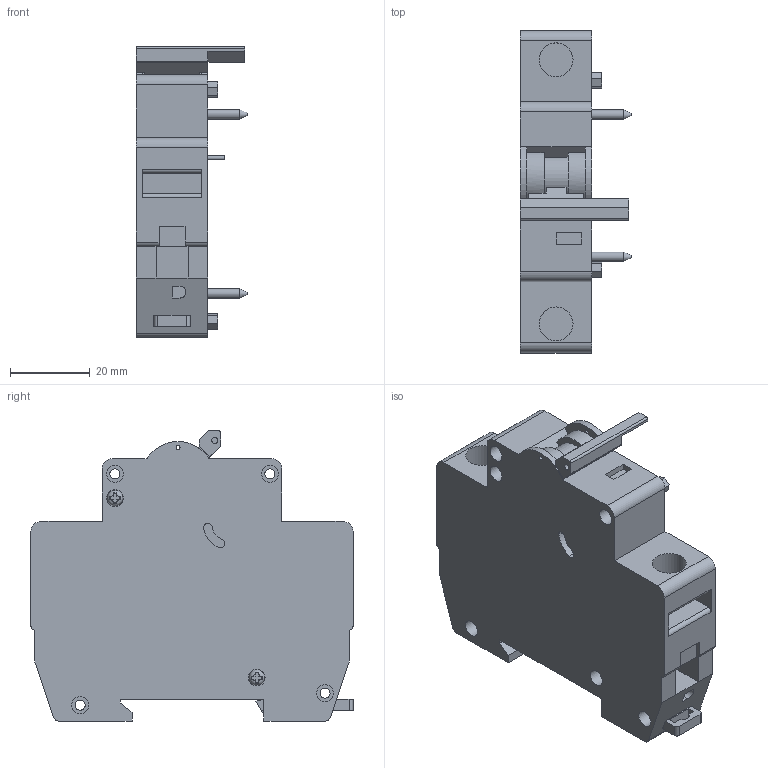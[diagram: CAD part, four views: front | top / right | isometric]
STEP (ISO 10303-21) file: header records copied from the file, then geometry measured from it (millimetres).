
FILE_DESCRIPTION (( 'STEP AP214' ), '1' );
FILE_NAME ('01.03.03.02 Ðàñöåïèòåëü íåçàâèñ.ÐÍ60 íà DIN-ðåéêó ÈÝÊ.STEP', '2017-03-09T09:30:17', ( 'user' ), ( '' ), 'SwSTEP 2.0', 'SolidWorks 2014', '' );
FILE_SCHEMA (( 'AUTOMOTIVE_DESIGN' ));
Length unit declared in the file: millimetre
Products named in the file (1): 01.03.03.02 Ðàñöåïèòåëü íåçàâèñ.ÐÍ60 íà DIN-ðåéêó ÈÝÊ
Bounding box: 28 x 80.6 x 72.67 mm (x, y, z)
Volume: 75129.8 mm3; surface area: 19416.9 mm2
Topology: 1 solids, 1 shells, 265 faces, 669 edges, 440 vertices
Faces by surface type: plane 192, cylinder 69, torus 2, cone 2
Full cylindrical faces by diameter (mm): 1 x3, 1.5 x1, 2.4 x2, 2.5 x6, 3.1 x1, 3.9 x2, 4.2 x12, 8.5 x2
Entity records: 9479 total; most frequent: CARTESIAN_POINT 1460, DIRECTION 1267, ORIENTED_EDGE 1246, EDGE_CURVE 623, LINE 447, VECTOR 447, VERTEX_POINT 427, AXIS2_PLACEMENT_3D 410
